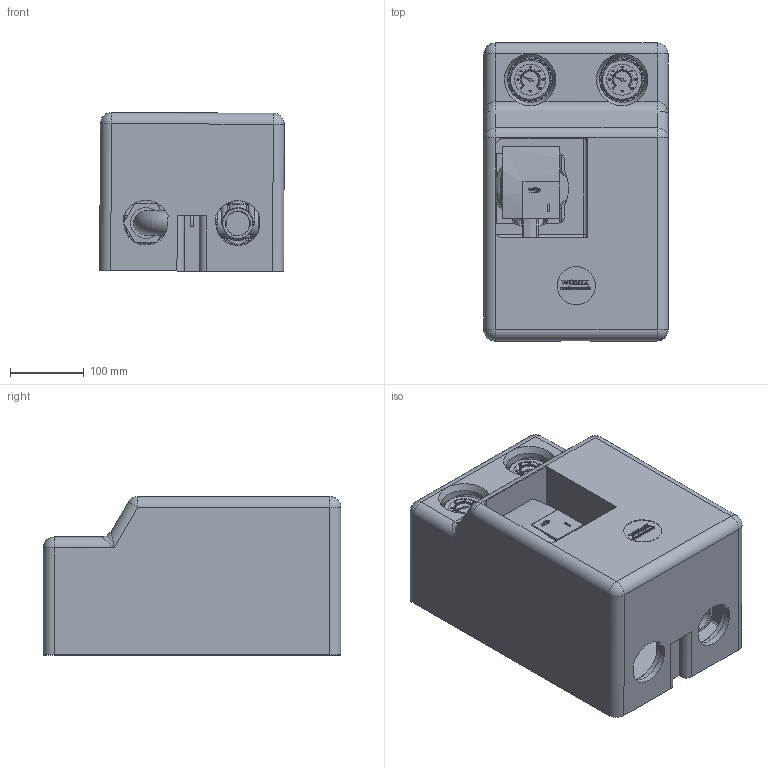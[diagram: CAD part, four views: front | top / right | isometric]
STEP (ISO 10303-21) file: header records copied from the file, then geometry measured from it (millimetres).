
FILE_DESCRIPTION(/* description */ (''),/* implementation_level */ '2;1');
FILE_NAME(/* name */ 'SMR4125-DN25_Wilo.stp',/* time_stamp */ '2015-11-26T21:36:58+01:00',/* author */ ('ARTUR'),/* organization */ (''),/* preprocessor_version */ 'ST-DEVELOPER v15.6',/* originating_system */ 'Autodesk Inventor 2015',/* authorisation */ '');
FILE_SCHEMA (('CONFIG_CONTROL_DESIGN'));
Products named in the file (1): SMR4125-DN25_Wilo
Bounding box: 250.91 x 405 x 216.07 mm (x, y, z)
Volume: 10943260.1 mm3; surface area: 1121167 mm2
Topology: 1 solids, 1 shells, 3657 faces, 10107 edges, 6531 vertices
Faces by surface type: plane 2091, cylinder 792, bspline 522, cone 114, torus 76, sphere 62
Full cylindrical faces by diameter (mm): 4.917 x2, 6.5 x2, 8.5 x1, 9 x1, 10 x6, 12 x1, 13 x2, 13.654 x2, 20 x1, 25 x2, 30 x2, 32 x2, 33 x5, 35 x2, 39 x4, 40 x1, 42 x3, 42.5 x1, 47 x1, 48.3 x2, 52 x3, 56 x2, 62 x2, 63 x1
Entity records: 128479 total; most frequent: CARTESIAN_POINT 36503, ORIENTED_EDGE 19814, DIRECTION 16907, EDGE_CURVE 9907, LINE 6621, VECTOR 6621, VERTEX_POINT 6488, AXIS2_PLACEMENT_3D 5143
